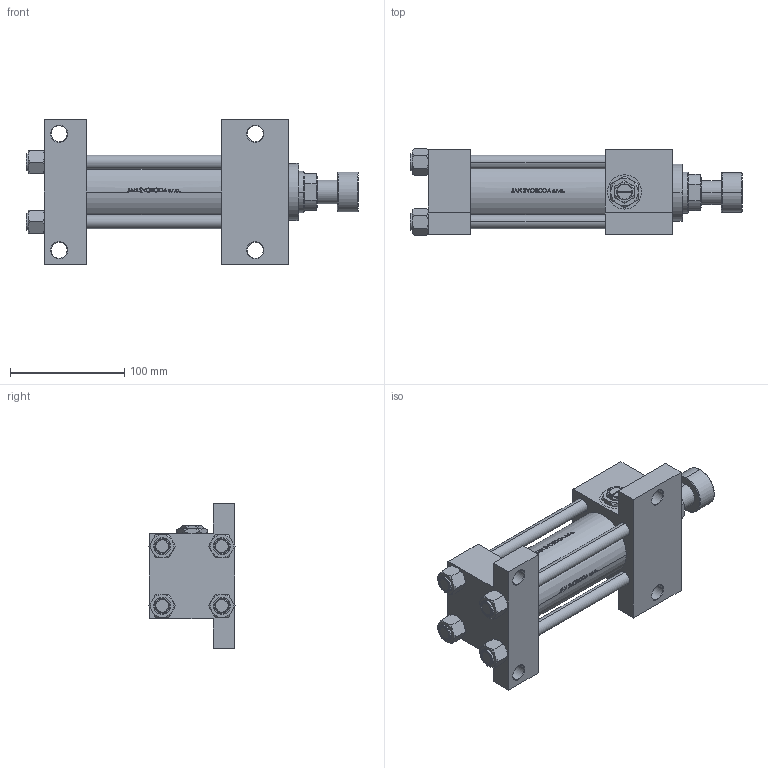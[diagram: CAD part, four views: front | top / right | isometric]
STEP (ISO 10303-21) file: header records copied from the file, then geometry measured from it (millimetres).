
FILE_DESCRIPTION (( 'STEP AP203' ), '1' );
FILE_NAME ('eb75.STEP', '2023-01-17T18:33:23', ( '' ), ( '' ), 'SwSTEP 2.0', 'SolidWorks 2019', '' );
FILE_SCHEMA (( 'CONFIG_CONTROL_DESIGN' ));
Length unit declared in the file: millimetre
Products named in the file (8): eb75; V215CR_ROD_END_F ea929b09a427c305efc0e3cbbc169614; Zatka_pro_OIL_PORT ea929b09a427c305efc0e3cbbc169614; V215CR_VCP_G ea929b09a427c305efc0e3cbbc169614; NUT_M5_G ea929b09a427c305efc0e3cbbc169614; V215CR_G_TYCINKA ea929b09a427c305efc0e3cbbc169614; V215CR_G_Body ea929b09a427c305efc0e3cbbc169614; V215_VC_A ea929b09a427c305efc0e3cbbc169614
Assembly tree (13 placements, depth 2):
  eb75
    V215CR_G_Body ea929b09a427c305efc0e3cbbc169614
    V215CR_VCP_G ea929b09a427c305efc0e3cbbc169614
    V215CR_G_TYCINKA ea929b09a427c305efc0e3cbbc169614  x4
    NUT_M5_G ea929b09a427c305efc0e3cbbc169614  x4
    V215_VC_A ea929b09a427c305efc0e3cbbc169614
    V215CR_ROD_END_F ea929b09a427c305efc0e3cbbc169614
    Zatka_pro_OIL_PORT ea929b09a427c305efc0e3cbbc169614
Bounding box: 291 x 75.54 x 127 mm (x, y, z)
Volume: 918752.7 mm3; surface area: 211152.8 mm2
Topology: 13 solids, 13 shells, 1149 faces, 2886 edges, 1849 vertices
Faces by surface type: plane 459, bspline 380, cone 166, cylinder 132, torus 12
Entity records: 49614 total; most frequent: CARTESIAN_POINT 26517, ORIENTED_EDGE 5264, DIRECTION 3306, EDGE_CURVE 2632, VERTEX_POINT 1705, VECTOR 1338, LINE 1338, EDGE_LOOP 1137
